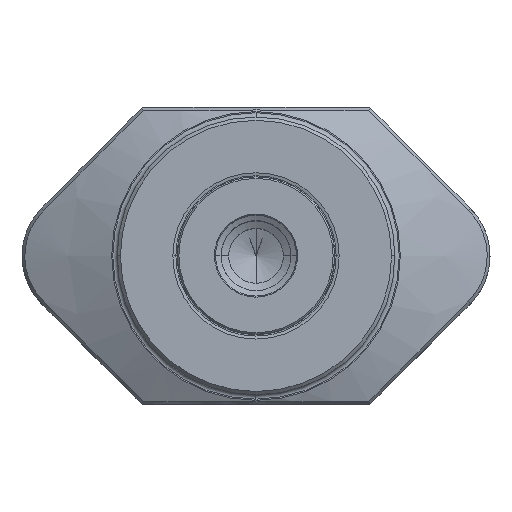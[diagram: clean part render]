
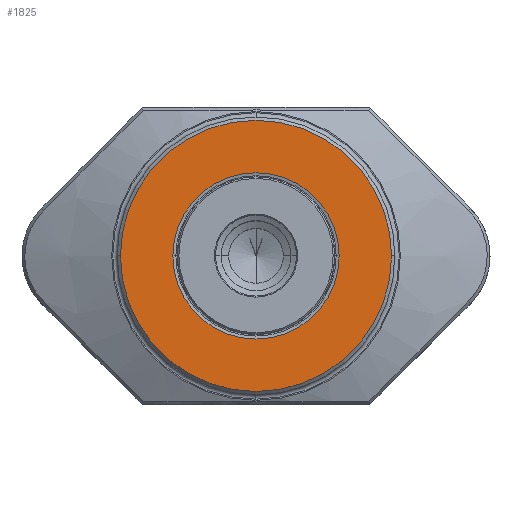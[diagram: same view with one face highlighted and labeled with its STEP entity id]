
A CAD part, top view. The second image highlights one B-rep face of the part: STEP entity #1825.
In plain terms, the highlighted planar face has unit normal (0, 0, 1).
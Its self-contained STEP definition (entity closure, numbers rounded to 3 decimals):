
#1203=EDGE_CURVE('NONE',#1783,#2767,#3213,.T.);
#1279=EDGE_CURVE('NONE',#2347,#2457,#3294,.F.);
#1373=EDGE_CURVE('NONE',#2767,#1783,#3391,.T.);
#1783=VERTEX_POINT('NONE',#3845);
#1825=ADVANCED_FACE('NONE',(#3893,#3894),#3895,.T.);
#2229=EDGE_CURVE('NONE',#2457,#2347,#4343,.F.);
#2347=VERTEX_POINT('NONE',#4472);
#2457=VERTEX_POINT('NONE',#4592);
#2767=VERTEX_POINT('NONE',#4947);
#3213=CIRCLE('',#5604,31.0);
#3294=CIRCLE('',#5923,19.012);
#3391=CIRCLE('',#6102,31.0);
#3845=CARTESIAN_POINT('',(31.0,0.,0.));
#3893=FACE_OUTER_BOUND('',#7314,.T.);
#3894=FACE_BOUND('',#7315,.T.);
#3895=PLANE('',#7316);
#4343=CIRCLE('',#8379,19.012);
#4472=CARTESIAN_POINT('',(-19.012,0.,0.));
#4592=CARTESIAN_POINT('',(19.012,0.,0.));
#4947=CARTESIAN_POINT('',(-31.0,0.,0.));
#5604=AXIS2_PLACEMENT_3D('',#10697,#10698,#10699);
#5923=AXIS2_PLACEMENT_3D('',#10771,#10772,#10773);
#6102=AXIS2_PLACEMENT_3D('',#10850,#10851,#10852);
#7314=EDGE_LOOP('',(#11453,#11454));
#7315=EDGE_LOOP('',(#11455,#11456));
#7316=AXIS2_PLACEMENT_3D('',#11457,#11458,#11459);
#8379=AXIS2_PLACEMENT_3D('',#11957,#11958,#11959);
#10697=CARTESIAN_POINT('',(0.0,0.0,0.));
#10698=DIRECTION('',(0.0,0.0,-1.0));
#10699=DIRECTION('',(-1.0,0.,0.0));
#10771=CARTESIAN_POINT('',(0.0,0.0,0.));
#10772=DIRECTION('',(0.0,0.0,-1.0));
#10773=DIRECTION('',(1.0,0.,0.0));
#10850=CARTESIAN_POINT('',(0.0,0.0,0.));
#10851=DIRECTION('',(0.0,0.0,-1.0));
#10852=DIRECTION('',(-1.0,0.,0.0));
#11453=ORIENTED_EDGE('',*,*,#1373,.F.);
#11454=ORIENTED_EDGE('',*,*,#1203,.F.);
#11455=ORIENTED_EDGE('',*,*,#2229,.F.);
#11456=ORIENTED_EDGE('',*,*,#1279,.F.);
#11457=CARTESIAN_POINT('',(-18.0,0.0,0.));
#11458=DIRECTION('',(-0.0,0.0,1.0));
#11459=DIRECTION('',(0.0,1.0,0.0));
#11957=CARTESIAN_POINT('',(0.0,0.0,0.));
#11958=DIRECTION('',(0.0,0.0,-1.0));
#11959=DIRECTION('',(1.0,0.,0.0));
